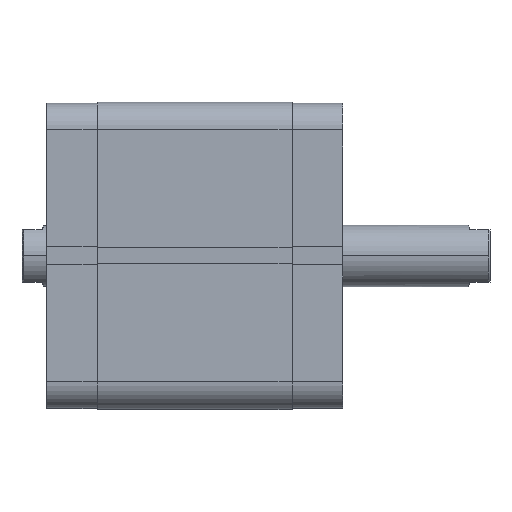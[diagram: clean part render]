
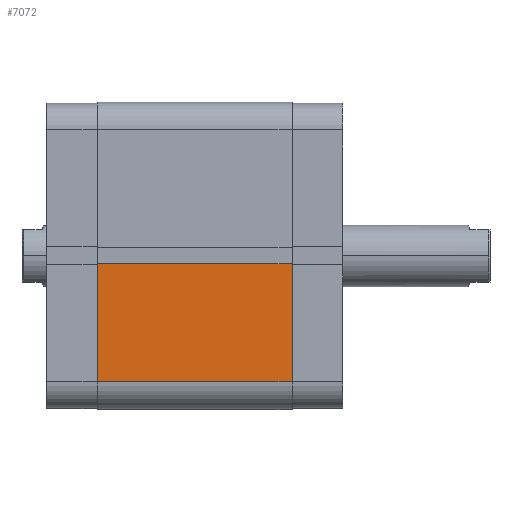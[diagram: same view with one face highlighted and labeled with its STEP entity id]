
A CAD part, top view. The second image highlights one B-rep face of the part: STEP entity #7072.
In plain terms, the highlighted face is planar.
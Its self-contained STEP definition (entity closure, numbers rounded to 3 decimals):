
#689 = VECTOR ( 'NONE', #6578, 1000. ) ;
#692 = LINE ( 'NONE', #6572, #689 ) ;
#726 = LINE ( 'NONE', #6632, #727 ) ;
#727 = VECTOR ( 'NONE', #6633, 1000. ) ;
#1616 = CARTESIAN_POINT ( 'NONE',  ( 41., 50., 63.5 ) ) ;
#1626 = DIRECTION ( 'NONE',  ( 0., 0., -1. ) ) ;
#1930 = CARTESIAN_POINT ( 'NONE',  ( 41., 50., 63.5 ) ) ;
#1932 = CARTESIAN_POINT ( 'NONE',  ( 2.6, 50., 63.5 ) ) ;
#1975 = CARTESIAN_POINT ( 'NONE',  ( 41., 50., 0. ) ) ;
#1978 = CARTESIAN_POINT ( 'NONE',  ( 2.6, 50., 0. ) ) ;
#2278 = CARTESIAN_POINT ( 'NONE',  ( 2.6, 50., 63.5 ) ) ;
#2279 = PLANE ( 'NONE',  #5477 ) ;
#2281 = DIRECTION ( 'NONE',  ( 0., -1., 0. ) ) ;
#2282 = DIRECTION ( 'NONE',  ( 1., 0., 0. ) ) ;
#2787 = EDGE_LOOP ( 'NONE', ( #4773, #4792, #4791, #4819 ) ) ;
#2943 = VECTOR ( 'NONE', #6104, 1000. ) ;
#2944 = LINE ( 'NONE', #6098, #2943 ) ;
#3218 = VECTOR ( 'NONE', #1626, 1000. ) ;
#3219 = LINE ( 'NONE', #1616, #3218 ) ;
#3367 = FACE_OUTER_BOUND ( 'NONE', #2787, .T. ) ;
#4266 = EDGE_CURVE ( 'NONE', #6031, #6076, #2944, .T. ) ;
#4773 = ORIENTED_EDGE ( 'NONE', *, *, #4884, .T. ) ;
#4791 = ORIENTED_EDGE ( 'NONE', *, *, #4906, .F. ) ;
#4792 = ORIENTED_EDGE ( 'NONE', *, *, #4266, .F. ) ;
#4819 = ORIENTED_EDGE ( 'NONE', *, *, #5740, .T. ) ;
#4884 = EDGE_CURVE ( 'NONE', #6073, #6076, #692, .T. ) ;
#4906 = EDGE_CURVE ( 'NONE', #6029, #6031, #726, .T. ) ;
#5477 = AXIS2_PLACEMENT_3D ( 'NONE', #2278, #2281, #2282 ) ;
#5740 = EDGE_CURVE ( 'NONE', #6029, #6073, #3219, .T. ) ;
#6029 = VERTEX_POINT ( 'NONE', #1930 ) ;
#6031 = VERTEX_POINT ( 'NONE', #1932 ) ;
#6073 = VERTEX_POINT ( 'NONE', #1975 ) ;
#6076 = VERTEX_POINT ( 'NONE', #1978 ) ;
#6098 = CARTESIAN_POINT ( 'NONE',  ( 2.6, 50., 63.5 ) ) ;
#6104 = DIRECTION ( 'NONE',  ( 0., 0., -1. ) ) ;
#6572 = CARTESIAN_POINT ( 'NONE',  ( 2.6, 50., 0. ) ) ;
#6578 = DIRECTION ( 'NONE',  ( -1., 0., 0. ) ) ;
#6632 = CARTESIAN_POINT ( 'NONE',  ( 2.6, 50., 63.5 ) ) ;
#6633 = DIRECTION ( 'NONE',  ( -1., 0., 0. ) ) ;
#7072 = ADVANCED_FACE ( 'NONE', ( #3367 ), #2279, .F. ) ;
